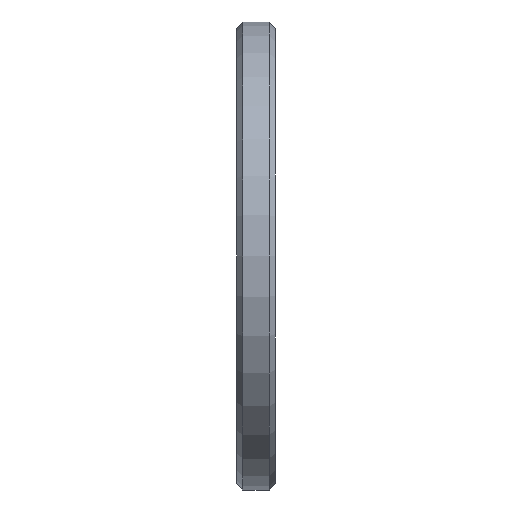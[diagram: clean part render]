
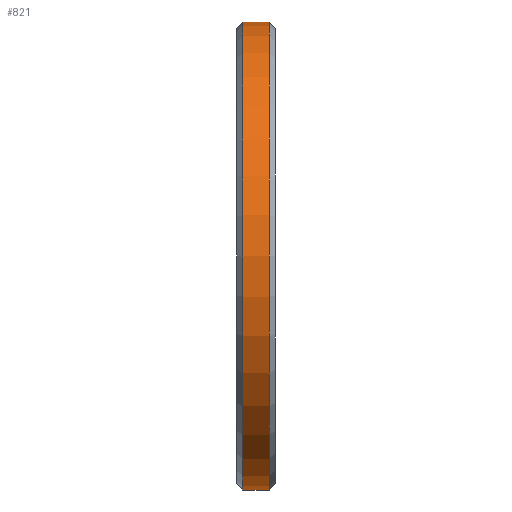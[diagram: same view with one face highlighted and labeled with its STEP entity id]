
A CAD part, front view. The second image highlights one B-rep face of the part: STEP entity #821.
In plain terms, the highlighted cylindrical face has radius 9.525 mm (diameter 19.05 mm), a partial arc.
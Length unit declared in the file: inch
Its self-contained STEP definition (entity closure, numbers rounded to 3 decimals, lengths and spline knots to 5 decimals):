
#13 = ORIENTED_EDGE ( 'NONE', *, *, #637, .T. ) ;
#76 = FACE_OUTER_BOUND ( 'NONE', #338, .T. ) ;
#86 = CARTESIAN_POINT ( 'NONE',  ( 0.052, 0., 0. ) ) ;
#97 = CARTESIAN_POINT ( 'NONE',  ( 0., 0., 0. ) ) ;
#105 = ORIENTED_EDGE ( 'NONE', *, *, #349, .F. ) ;
#113 = ORIENTED_EDGE ( 'NONE', *, *, #486, .T. ) ;
#126 = AXIS2_PLACEMENT_3D ( 'NONE', #681, #1047, #500 ) ;
#144 = CARTESIAN_POINT ( 'NONE',  ( 0.052, 0., 0.375 ) ) ;
#160 = LINE ( 'NONE', #324, #1015 ) ;
#179 = DIRECTION ( 'NONE',  ( -1., 0., 0. ) ) ;
#180 = AXIS2_PLACEMENT_3D ( 'NONE', #86, #179, #965 ) ;
#211 = CARTESIAN_POINT ( 'NONE',  ( 0.01, 0., -0.375 ) ) ;
#285 = VERTEX_POINT ( 'NONE', #915 ) ;
#324 = CARTESIAN_POINT ( 'NONE',  ( 0., 0., -0.375 ) ) ;
#338 = EDGE_LOOP ( 'NONE', ( #105, #13, #113, #612 ) ) ;
#349 = EDGE_CURVE ( 'NONE', #1008, #1129, #641, .T. ) ;
#468 = CIRCLE ( 'NONE', #180, 0.375 ) ;
#486 = EDGE_CURVE ( 'NONE', #1022, #285, #160, .T. ) ;
#500 = DIRECTION ( 'NONE',  ( 0., 0., 1. ) ) ;
#524 = VECTOR ( 'NONE', #647, 39.37008 ) ;
#611 = DIRECTION ( 'NONE',  ( 1., 0., 0. ) ) ;
#612 = ORIENTED_EDGE ( 'NONE', *, *, #780, .T. ) ;
#637 = EDGE_CURVE ( 'NONE', #1008, #1022, #945, .T. ) ;
#641 = LINE ( 'NONE', #748, #524 ) ;
#644 = DIRECTION ( 'NONE',  ( 0., 0., -1. ) ) ;
#647 = DIRECTION ( 'NONE',  ( 1., 0., 0. ) ) ;
#681 = CARTESIAN_POINT ( 'NONE',  ( 0.01, 0., 0. ) ) ;
#748 = CARTESIAN_POINT ( 'NONE',  ( 0., 0., 0.375 ) ) ;
#764 = DIRECTION ( 'NONE',  ( 1., 0., 0. ) ) ;
#780 = EDGE_CURVE ( 'NONE', #285, #1129, #468, .T. ) ;
#809 = AXIS2_PLACEMENT_3D ( 'NONE', #97, #611, #644 ) ;
#821 = ADVANCED_FACE ( 'NONE', ( #76 ), #1133, .T. ) ;
#915 = CARTESIAN_POINT ( 'NONE',  ( 0.052, 0., -0.375 ) ) ;
#926 = CARTESIAN_POINT ( 'NONE',  ( 0.01, 0., 0.375 ) ) ;
#945 = CIRCLE ( 'NONE', #126, 0.375 ) ;
#965 = DIRECTION ( 'NONE',  ( 0., 0., -1. ) ) ;
#1008 = VERTEX_POINT ( 'NONE', #926 ) ;
#1015 = VECTOR ( 'NONE', #764, 39.37008 ) ;
#1022 = VERTEX_POINT ( 'NONE', #211 ) ;
#1047 = DIRECTION ( 'NONE',  ( 1., 0., 0. ) ) ;
#1129 = VERTEX_POINT ( 'NONE', #144 ) ;
#1133 = CYLINDRICAL_SURFACE ( 'NONE', #809, 0.375 ) ;
